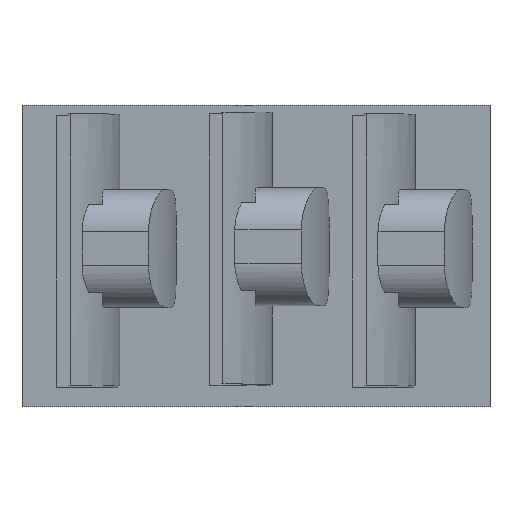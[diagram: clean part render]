
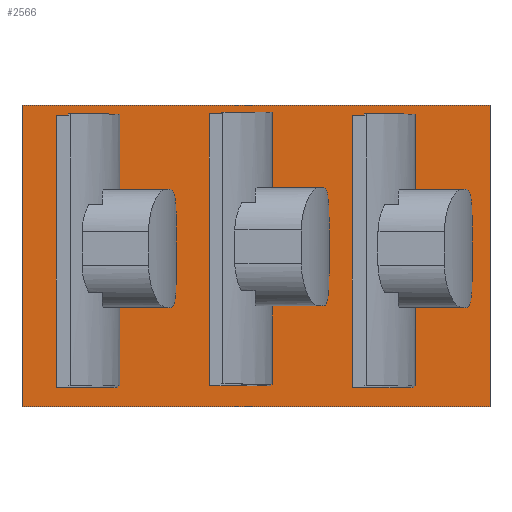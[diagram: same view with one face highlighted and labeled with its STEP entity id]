
A CAD part, top view. The second image highlights one B-rep face of the part: STEP entity #2566.
In plain terms, the highlighted planar face has unit normal (0, 0, 1).
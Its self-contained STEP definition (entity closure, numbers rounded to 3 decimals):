
#20=FACE_BOUND('',#342,.T.);
#21=FACE_BOUND('',#343,.T.);
#22=FACE_BOUND('',#344,.T.);
#72=PLANE('',#2761);
#191=FACE_OUTER_BOUND('',#341,.T.);
#341=EDGE_LOOP('',(#1984,#1985,#1986,#1987));
#342=EDGE_LOOP('',(#1988));
#343=EDGE_LOOP('',(#1989,#1990));
#344=EDGE_LOOP('',(#1991));
#574=LINE('',#3982,#815);
#576=LINE('',#3987,#817);
#582=LINE('',#4004,#823);
#585=LINE('',#4010,#826);
#588=LINE('',#4014,#829);
#815=VECTOR('',#3149,10.);
#817=VECTOR('',#3153,10.);
#823=VECTOR('',#3171,10.);
#826=VECTOR('',#3176,10.);
#829=VECTOR('',#3181,10.);
#1009=CIRCLE('',#2749,0.5);
#1011=CIRCLE('',#2754,0.5);
#1013=CIRCLE('',#2757,0.5);
#1153=VERTEX_POINT('',#3970);
#1157=VERTEX_POINT('',#3979);
#1158=VERTEX_POINT('',#3981);
#1159=VERTEX_POINT('',#3985);
#1160=VERTEX_POINT('',#3986);
#1163=VERTEX_POINT('',#3997);
#1165=VERTEX_POINT('',#4003);
#1167=VERTEX_POINT('',#4009);
#1450=EDGE_CURVE('',#1153,#1153,#1009,.T.);
#1455=EDGE_CURVE('',#1157,#1158,#574,.T.);
#1457=EDGE_CURVE('',#1159,#1160,#576,.T.);
#1461=EDGE_CURVE('',#1160,#1159,#1011,.T.);
#1463=EDGE_CURVE('',#1163,#1163,#1013,.T.);
#1466=EDGE_CURVE('',#1165,#1158,#582,.T.);
#1469=EDGE_CURVE('',#1167,#1165,#585,.T.);
#1472=EDGE_CURVE('',#1167,#1157,#588,.T.);
#1984=ORIENTED_EDGE('',*,*,#1472,.F.);
#1985=ORIENTED_EDGE('',*,*,#1469,.T.);
#1986=ORIENTED_EDGE('',*,*,#1466,.T.);
#1987=ORIENTED_EDGE('',*,*,#1455,.F.);
#1988=ORIENTED_EDGE('',*,*,#1450,.T.);
#1989=ORIENTED_EDGE('',*,*,#1457,.T.);
#1990=ORIENTED_EDGE('',*,*,#1461,.T.);
#1991=ORIENTED_EDGE('',*,*,#1463,.T.);
#2566=ADVANCED_FACE('',(#191,#20,#21,#22),#72,.T.);
#2749=AXIS2_PLACEMENT_3D('',#3971,#3140,#3141);
#2754=AXIS2_PLACEMENT_3D('',#3994,#3159,#3160);
#2757=AXIS2_PLACEMENT_3D('',#3998,#3165,#3166);
#2761=AXIS2_PLACEMENT_3D('',#4015,#3182,#3183);
#3140=DIRECTION('center_axis',(0.,0.,
-1.));
#3141=DIRECTION('ref_axis',(1.,0.,0.));
#3149=DIRECTION('',(0.,-1.,0.));
#3153=DIRECTION('',(1.,0.,0.));
#3159=DIRECTION('center_axis',(0.,0.,
-1.));
#3160=DIRECTION('ref_axis',(1.,0.,0.));
#3165=DIRECTION('center_axis',(0.,0.,
-1.));
#3166=DIRECTION('ref_axis',(1.,0.,0.));
#3171=DIRECTION('',(1.,0.,0.));
#3176=DIRECTION('',(0.,-1.,0.));
#3181=DIRECTION('',(1.,0.,0.));
#3182=DIRECTION('center_axis',(0.,0.,
1.));
#3183=DIRECTION('ref_axis',(1.,0.,0.));
#3970=CARTESIAN_POINT('',(13.467,-3.254,-4.));
#3971=CARTESIAN_POINT('Origin',(13.967,-3.254,-4.));
#3979=CARTESIAN_POINT('',(15.5,1.5,-4.));
#3981=CARTESIAN_POINT('',(15.5,-8.5,-4.));
#3982=CARTESIAN_POINT('',(15.5,1.5,-4.));
#3985=CARTESIAN_POINT('',(8.909,-2.703,-4.));
#3986=CARTESIAN_POINT('',(9.025,-2.703,-4.));
#3987=CARTESIAN_POINT('',(6.955,-2.703,-4.));
#3994=CARTESIAN_POINT('Origin',(8.967,-3.2,-4.));
#3997=CARTESIAN_POINT('',(3.5,-3.2,-4.));
#3998=CARTESIAN_POINT('Origin',(4.,-3.2,-4.));
#4003=CARTESIAN_POINT('',(0.,-8.5,-4.));
#4004=CARTESIAN_POINT('',(10.,-8.5,-4.));
#4009=CARTESIAN_POINT('',(0.,1.5,-4.));
#4010=CARTESIAN_POINT('',(0.,-8.5,-4.));
#4014=CARTESIAN_POINT('',(10.,1.5,-4.));
#4015=CARTESIAN_POINT('Origin',(5.,-3.5,-4.));
